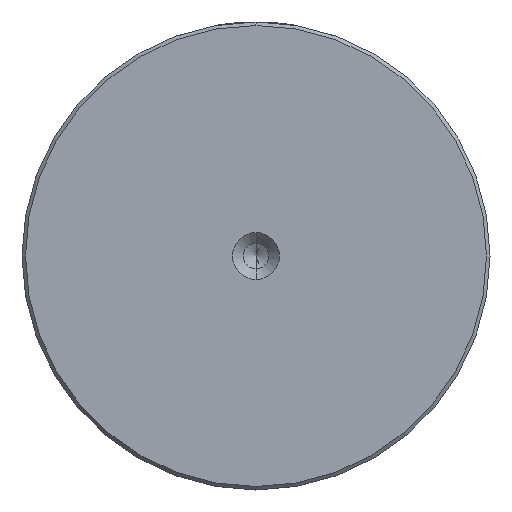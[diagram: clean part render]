
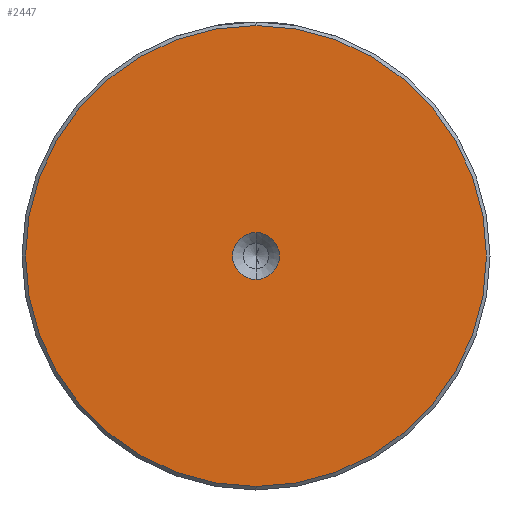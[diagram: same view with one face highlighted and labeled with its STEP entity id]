
A CAD part, left-side view. The second image highlights one B-rep face of the part: STEP entity #2447.
In plain terms, the highlighted planar face has unit normal (-1, 0, 0).
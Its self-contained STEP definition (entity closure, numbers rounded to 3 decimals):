
#299 = EDGE_CURVE ( 'NONE', #1930, #2395, #483, .T. ) ;
#352 = CARTESIAN_POINT ( 'NONE',  ( 0., 0., -32.5 ) ) ;
#367 = AXIS2_PLACEMENT_3D ( 'NONE', #2142, #975, #2341 ) ;
#403 = CARTESIAN_POINT ( 'NONE',  ( 0., 0., 32.5 ) ) ;
#483 = CIRCLE ( 'NONE', #1082, 32.5 ) ;
#485 = EDGE_LOOP ( 'NONE', ( #601, #1690 ) ) ;
#542 = CARTESIAN_POINT ( 'NONE',  ( 0., 0., 0. ) ) ;
#601 = ORIENTED_EDGE ( 'NONE', *, *, #299, .T. ) ;
#730 = DIRECTION ( 'NONE',  ( 0., 0., 1. ) ) ;
#786 = FACE_BOUND ( 'NONE', #1266, .T. ) ;
#796 = CIRCLE ( 'NONE', #2001, 32.5 ) ;
#882 = AXIS2_PLACEMENT_3D ( 'NONE', #2055, #902, #2260 ) ;
#892 = ORIENTED_EDGE ( 'NONE', *, *, #1635, .F. ) ;
#902 = DIRECTION ( 'NONE',  ( -1., 0., 0. ) ) ;
#975 = DIRECTION ( 'NONE',  ( -1., 0., 0. ) ) ;
#1018 = CARTESIAN_POINT ( 'NONE',  ( 0., 0., 0. ) ) ;
#1025 = EDGE_CURVE ( 'NONE', #2395, #1930, #796, .T. ) ;
#1082 = AXIS2_PLACEMENT_3D ( 'NONE', #1633, #1414, #1251 ) ;
#1136 = AXIS2_PLACEMENT_3D ( 'NONE', #542, #1880, #730 ) ;
#1162 = CARTESIAN_POINT ( 'NONE',  ( 0., 0., 3.3 ) ) ;
#1196 = CIRCLE ( 'NONE', #1136, 3.3 ) ;
#1214 = DIRECTION ( 'NONE',  ( 0., 0., 1. ) ) ;
#1251 = DIRECTION ( 'NONE',  ( 0., 0., 1. ) ) ;
#1266 = EDGE_LOOP ( 'NONE', ( #2199, #892 ) ) ;
#1286 = FACE_OUTER_BOUND ( 'NONE', #485, .T. ) ;
#1414 = DIRECTION ( 'NONE',  ( -1., 0., 0. ) ) ;
#1578 = EDGE_CURVE ( 'NONE', #2454, #1874, #2235, .T. ) ;
#1633 = CARTESIAN_POINT ( 'NONE',  ( 0., 0., 0. ) ) ;
#1635 = EDGE_CURVE ( 'NONE', #1874, #2454, #1196, .T. ) ;
#1690 = ORIENTED_EDGE ( 'NONE', *, *, #1025, .T. ) ;
#1750 = PLANE ( 'NONE',  #367 ) ;
#1874 = VERTEX_POINT ( 'NONE', #2257 ) ;
#1880 = DIRECTION ( 'NONE',  ( -1., 0., 0. ) ) ;
#1930 = VERTEX_POINT ( 'NONE', #352 ) ;
#2001 = AXIS2_PLACEMENT_3D ( 'NONE', #1018, #2385, #1214 ) ;
#2055 = CARTESIAN_POINT ( 'NONE',  ( 0., 0., 0. ) ) ;
#2142 = CARTESIAN_POINT ( 'NONE',  ( 0., 0., 0. ) ) ;
#2199 = ORIENTED_EDGE ( 'NONE', *, *, #1578, .F. ) ;
#2235 = CIRCLE ( 'NONE', #882, 3.3 ) ;
#2257 = CARTESIAN_POINT ( 'NONE',  ( 0., 0., -3.3 ) ) ;
#2260 = DIRECTION ( 'NONE',  ( 0., 0., 1. ) ) ;
#2341 = DIRECTION ( 'NONE',  ( 0., 0., 1. ) ) ;
#2385 = DIRECTION ( 'NONE',  ( -1., 0., 0. ) ) ;
#2395 = VERTEX_POINT ( 'NONE', #403 ) ;
#2447 = ADVANCED_FACE ( 'NONE', ( #1286, #786 ), #1750, .T. ) ;
#2454 = VERTEX_POINT ( 'NONE', #1162 ) ;
